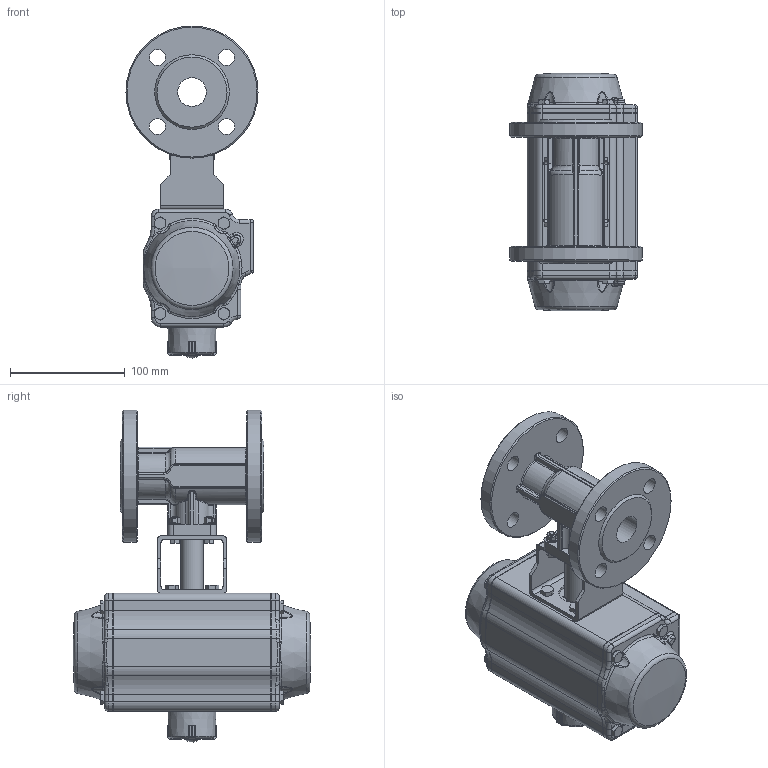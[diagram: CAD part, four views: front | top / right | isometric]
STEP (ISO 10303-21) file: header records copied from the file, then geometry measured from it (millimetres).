
FILE_DESCRIPTION(/* description */ ('Unknown'),/* implementation_level */ '2;1');
FILE_NAME(/* name */ 'FR03 0909-06',/* time_stamp */ '2022-11-15T11:39:01+01:00',/* author */ ('Unknown'),/* organization */ ('Unknown'),/* preprocessor_version */ 'ST-DEVELOPER v16.7',/* originating_system */ 'Solid Edge',/* authorisation */ 'Unknown');
FILE_SCHEMA (('AUTOMOTIVE_DESIGN {1 0 10303 214 3 1 1}'));
Length unit declared in the file: millimetre
Products named in the file (16): FR52-4.150_160.025; Brücke F04-F05; 4.150_160.025; Spindeladapter SW 11, Aufbau 50 f. 8.112_122.015; DIN558 M5x20; DIN558_M_6x16.1.3; DW04_FR03_(DW70_FR52); ____; ________(___________; _____________; ______; hex head bolts-full thread grade c gb_GB_FASTENER_BOLT_HHBFTC M6X20-N; cup head nib bolts with large head gb_GB_FASTENER_BOLT_CHNBW M6X25-N; KP-75; DIN125-5_3.1.3; DIN934_M5
Assembly tree (36 placements, depth 4):
  FR52-4.150_160.025
    Brücke F04-F05
    4.150_160.025
    Spindeladapter SW 11, Aufbau 50 f. 8.112_122.015
    DIN558 M5x20  x4
    DIN558_M_6x16.1.3  x4
    DW04_FR03_(DW70_FR52)
      ____
        ________(___________  x2
        _____________  x2
        ______
      hex head bolts-full thread grade c gb_GB_FASTENER_BOLT_HHBFTC M6X20-N  x8
      cup head nib bolts with large head gb_GB_FASTENER_BOLT_CHNBW M6X25-N
      KP-75
    DIN125-5_3.1.3  x4
    DIN934_M5  x4
Bounding box: 115 x 206.95 x 288.9 mm (x, y, z)
Volume: 2035330.8 mm3; surface area: 218746.6 mm2
Topology: 34 solids, 34 shells, 1485 faces, 3555 edges, 2152 vertices
Faces by surface type: plane 535, cylinder 444, bspline 183, cone 151, torus 137, sphere 35
Full cylindrical faces by diameter (mm): 3 x18, 3.3 x8, 4.134 x6, 4.2 x8, 4.66 x1, 5 x17, 5.3 x4, 5.5 x4, 6 x17, 6.2 x1, 6.8 x4, 7 x4, 8.8 x2, 10 x4, 14 x8, 20 x1, 21.8 x1, 24.6 x1, 25 x1, 30 x3, 32 x2, 38.5 x1, 115 x2
Entity records: 37644 total; most frequent: CARTESIAN_POINT 11772, DIRECTION 4873, ORIENTED_EDGE 4634, EDGE_CURVE 2317, AXIS2_PLACEMENT_3D 1963, VERTEX_POINT 1497, FACE_BOUND 1310, EDGE_LOOP 1278
